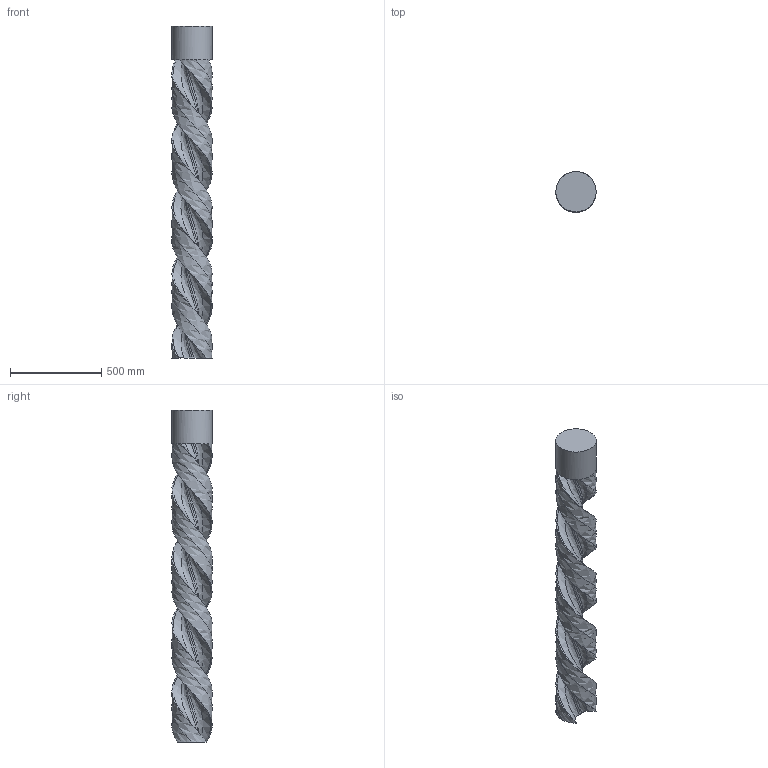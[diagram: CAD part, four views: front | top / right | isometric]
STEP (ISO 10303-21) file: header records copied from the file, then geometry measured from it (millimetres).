
FILE_DESCRIPTION(('Open CASCADE Model'),'2;1');
FILE_NAME('Open CASCADE Shape Model','2025-05-26T08:00:42',('Author'),( 'Open CASCADE'),'Open CASCADE STEP processor 7.7','Open CASCADE 7.7' ,'Unknown');
FILE_SCHEMA(('AUTOMOTIVE_DESIGN { 1 0 10303 214 1 1 1 1 }'));
Length unit declared in the file: millimetre
Products named in the file (1): Open CASCADE STEP translator 7.7 9
Bounding box: 220 x 220 x 1814.63 mm (x, y, z)
Volume: 40957619.3 mm3; surface area: 1506279 mm2
Topology: 1 solids, 1 shells, 25 faces, 65 edges, 42 vertices
Faces by surface type: bspline 20, plane 4, cylinder 1
Full cylindrical faces by diameter (mm): 220 x1
Entity records: 7654 total; most frequent: CARTESIAN_POINT 6727, ORIENTED_EDGE 130, PCURVE 130, DEFINITIONAL_REPRESENTATION 130, DIRECTION 91, LINE 67, VECTOR 67, EDGE_CURVE 65
